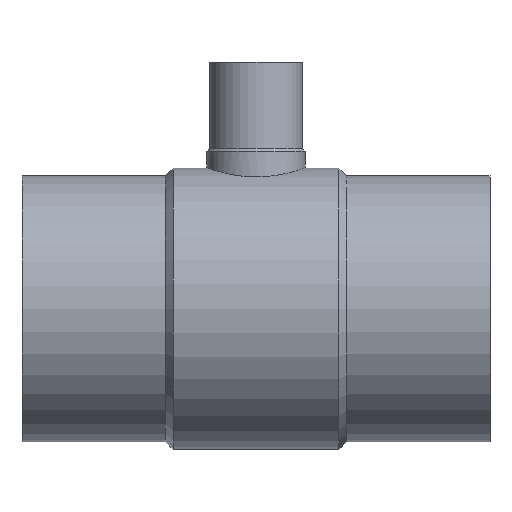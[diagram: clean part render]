
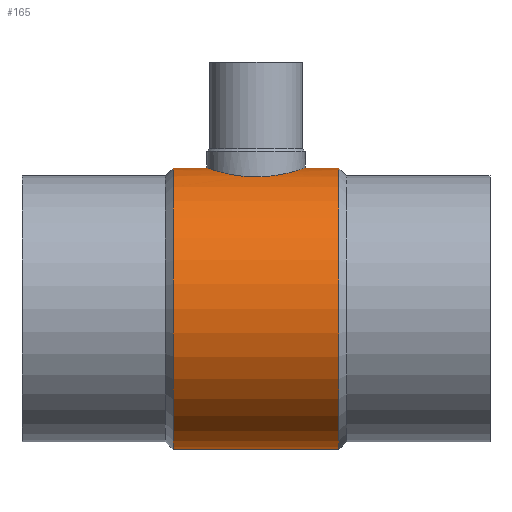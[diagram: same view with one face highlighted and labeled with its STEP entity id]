
A CAD part, top view. The second image highlights one B-rep face of the part: STEP entity #165.
In plain terms, the highlighted cylindrical face has radius 166.85 mm (diameter 333.7 mm), a partial arc.
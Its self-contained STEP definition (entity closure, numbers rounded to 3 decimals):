
#137 = VERTEX_POINT( '', #367 );
#139 = EDGE_CURVE( '', #305, #251, #369, .T. );
#157 = EDGE_CURVE( '', #289, #305, #388, .T. );
#165 = ADVANCED_FACE( '', ( #398 ), #399, .T. );
#177 = EDGE_CURVE( '', #227, #137, #415, .T. );
#179 = EDGE_CURVE( '', #251, #227, #417, .T. );
#215 = EDGE_CURVE( '', #283, #137, #458, .T. );
#227 = VERTEX_POINT( '', #470 );
#251 = VERTEX_POINT( '', #494 );
#261 = EDGE_CURVE( '', #283, #289, #507, .T. );
#283 = VERTEX_POINT( '', #531 );
#289 = VERTEX_POINT( '', #537 );
#305 = VERTEX_POINT( '', #553 );
#367 = CARTESIAN_POINT( '', ( -375.65, 166.85, 0. ) );
#369 = LINE( '', #615, #616 );
#388 = CIRCLE( '', #674, 166.85 );
#398 = FACE_OUTER_BOUND( '', #684, .T. );
#399 = CYLINDRICAL_SURFACE( '', #685, 166.85 );
#415 = LINE( '', #706, #707 );
#417 = B_SPLINE_CURVE_WITH_KNOTS( '', 3, ( #710, #711, #712, #713, #714, #715, #716, #717, #718, #719, #720, #721, #722, #723, #724, #725, #726, #727, #728, #729, #730, #731, #732, #733, #734, #735, #736, #737, #738, #739, #740, #741, #742, #743, #744, #745, #746, #747, #748, #749, #750, #751, #752, #753, #754, #755, #756, #757, #758, #759, #760, #761, #762, #763, #764, #765, #766, #767, #768, #769, #770, #771, #772, #773, #774, #775 ), .UNSPECIFIED., .F., .F., ( 4, 2, 2, 2, 2, 2, 2, 2, 2, 2, 2, 2, 2, 2, 2, 2, 2, 2, 2, 2, 2, 2, 2, 2, 2, 2, 2, 2, 2, 2, 2, 2, 4 ), ( 88.659, 94.198, 99.738, 105.277, 110.817, 116.357, 121.896, 127.436, 132.975, 138.518, 144.061, 149.604, 155.146, 160.689, 166.232, 171.775, 177.317, 182.86, 188.403, 193.946, 199.488, 205.031, 210.574, 216.117, 221.659, 227.199, 232.739, 238.278, 243.818, 249.357, 254.897, 260.437, 265.976 ), .UNSPECIFIED. );
#458 = CIRCLE( '', #961, 166.85 );
#470 = CARTESIAN_POINT( '', ( -335.8, 166.85, 0. ) );
#494 = CARTESIAN_POINT( '', ( -219.2, 166.85, 0. ) );
#507 = LINE( '', #1024, #1025 );
#531 = CARTESIAN_POINT( '', ( -375.65, -166.85, 0. ) );
#537 = CARTESIAN_POINT( '', ( -179.35, -166.85, 0. ) );
#553 = CARTESIAN_POINT( '', ( -179.35, 166.85, 0. ) );
#615 = CARTESIAN_POINT( '', ( -277.5, 166.85, 0. ) );
#616 = VECTOR( '', #1188, 1. );
#674 = AXIS2_PLACEMENT_3D( '', #1204, #1205, #1206 );
#684 = EDGE_LOOP( '', ( #1224, #1225, #1226, #1227, #1228, #1229 ) );
#685 = AXIS2_PLACEMENT_3D( '', #1230, #1231, #1232 );
#706 = CARTESIAN_POINT( '', ( -277.5, 166.85, 0. ) );
#707 = VECTOR( '', #1259, 1. );
#710 = CARTESIAN_POINT( '', ( -219.2, 166.85, 0. ) );
#711 = CARTESIAN_POINT( '', ( -219.2, 166.85, 1.847 ) );
#712 = CARTESIAN_POINT( '', ( -219.288, 166.819, 3.722 ) );
#713 = CARTESIAN_POINT( '', ( -219.653, 166.692, 7.495 ) );
#714 = CARTESIAN_POINT( '', ( -219.929, 166.596, 9.392 ) );
#715 = CARTESIAN_POINT( '', ( -220.675, 166.34, 13.171 ) );
#716 = CARTESIAN_POINT( '', ( -221.144, 166.18, 15.054 ) );
#717 = CARTESIAN_POINT( '', ( -222.27, 165.801, 18.77 ) );
#718 = CARTESIAN_POINT( '', ( -222.927, 165.583, 20.603 ) );
#719 = CARTESIAN_POINT( '', ( -224.42, 165.097, 24.19 ) );
#720 = CARTESIAN_POINT( '', ( -225.255, 164.83, 25.945 ) );
#721 = CARTESIAN_POINT( '', ( -227.089, 164.258, 29.349 ) );
#722 = CARTESIAN_POINT( '', ( -228.087, 163.953, 30.998 ) );
#723 = CARTESIAN_POINT( '', ( -230.222, 163.323, 34.166 ) );
#724 = CARTESIAN_POINT( '', ( -231.359, 162.996, 35.684 ) );
#725 = CARTESIAN_POINT( '', ( -233.743, 162.337, 38.571 ) );
#726 = CARTESIAN_POINT( '', ( -234.991, 162.005, 39.939 ) );
#727 = CARTESIAN_POINT( '', ( -237.561, 161.349, 42.51 ) );
#728 = CARTESIAN_POINT( '', ( -238.93, 161.015, 43.758 ) );
#729 = CARTESIAN_POINT( '', ( -241.818, 160.347, 46.143 ) );
#730 = CARTESIAN_POINT( '', ( -243.336, 160.015, 47.28 ) );
#731 = CARTESIAN_POINT( '', ( -246.504, 159.369, 49.414 ) );
#732 = CARTESIAN_POINT( '', ( -248.153, 159.055, 50.412 ) );
#733 = CARTESIAN_POINT( '', ( -251.556, 158.462, 52.245 ) );
#734 = CARTESIAN_POINT( '', ( -253.31, 158.184, 53.08 ) );
#735 = CARTESIAN_POINT( '', ( -256.896, 157.675, 54.572 ) );
#736 = CARTESIAN_POINT( '', ( -258.729, 157.445, 55.23 ) );
#737 = CARTESIAN_POINT( '', ( -262.444, 157.046, 56.356 ) );
#738 = CARTESIAN_POINT( '', ( -264.326, 156.876, 56.825 ) );
#739 = CARTESIAN_POINT( '', ( -268.105, 156.604, 57.57 ) );
#740 = CARTESIAN_POINT( '', ( -270.002, 156.501, 57.847 ) );
#741 = CARTESIAN_POINT( '', ( -273.776, 156.366, 58.212 ) );
#742 = CARTESIAN_POINT( '', ( -275.652, 156.333, 58.3 ) );
#743 = CARTESIAN_POINT( '', ( -279.348, 156.333, 58.3 ) );
#744 = CARTESIAN_POINT( '', ( -281.224, 156.366, 58.212 ) );
#745 = CARTESIAN_POINT( '', ( -284.998, 156.501, 57.847 ) );
#746 = CARTESIAN_POINT( '', ( -286.895, 156.604, 57.57 ) );
#747 = CARTESIAN_POINT( '', ( -290.674, 156.876, 56.825 ) );
#748 = CARTESIAN_POINT( '', ( -292.556, 157.046, 56.356 ) );
#749 = CARTESIAN_POINT( '', ( -296.271, 157.445, 55.23 ) );
#750 = CARTESIAN_POINT( '', ( -298.104, 157.675, 54.572 ) );
#751 = CARTESIAN_POINT( '', ( -301.69, 158.184, 53.08 ) );
#752 = CARTESIAN_POINT( '', ( -303.444, 158.462, 52.245 ) );
#753 = CARTESIAN_POINT( '', ( -306.847, 159.055, 50.412 ) );
#754 = CARTESIAN_POINT( '', ( -308.496, 159.369, 49.414 ) );
#755 = CARTESIAN_POINT( '', ( -311.664, 160.015, 47.28 ) );
#756 = CARTESIAN_POINT( '', ( -313.182, 160.347, 46.143 ) );
#757 = CARTESIAN_POINT( '', ( -316.07, 161.015, 43.758 ) );
#758 = CARTESIAN_POINT( '', ( -317.439, 161.349, 42.51 ) );
#759 = CARTESIAN_POINT( '', ( -320.009, 162.005, 39.939 ) );
#760 = CARTESIAN_POINT( '', ( -321.257, 162.337, 38.571 ) );
#761 = CARTESIAN_POINT( '', ( -323.641, 162.996, 35.684 ) );
#762 = CARTESIAN_POINT( '', ( -324.778, 163.323, 34.166 ) );
#763 = CARTESIAN_POINT( '', ( -326.913, 163.953, 30.998 ) );
#764 = CARTESIAN_POINT( '', ( -327.911, 164.258, 29.349 ) );
#765 = CARTESIAN_POINT( '', ( -329.745, 164.83, 25.945 ) );
#766 = CARTESIAN_POINT( '', ( -330.58, 165.097, 24.19 ) );
#767 = CARTESIAN_POINT( '', ( -332.073, 165.583, 20.603 ) );
#768 = CARTESIAN_POINT( '', ( -332.73, 165.801, 18.77 ) );
#769 = CARTESIAN_POINT( '', ( -333.856, 166.18, 15.054 ) );
#770 = CARTESIAN_POINT( '', ( -334.325, 166.34, 13.171 ) );
#771 = CARTESIAN_POINT( '', ( -335.071, 166.596, 9.392 ) );
#772 = CARTESIAN_POINT( '', ( -335.347, 166.692, 7.495 ) );
#773 = CARTESIAN_POINT( '', ( -335.712, 166.819, 3.722 ) );
#774 = CARTESIAN_POINT( '', ( -335.8, 166.85, 1.847 ) );
#775 = CARTESIAN_POINT( '', ( -335.8, 166.85, 0. ) );
#961 = AXIS2_PLACEMENT_3D( '', #1314, #1315, #1316 );
#1024 = CARTESIAN_POINT( '', ( -277.5, -166.85, 0. ) );
#1025 = VECTOR( '', #1360, 1. );
#1188 = DIRECTION( '', ( -1., 0., 0. ) );
#1204 = CARTESIAN_POINT( '', ( -179.35, 0., 0. ) );
#1205 = DIRECTION( '', ( -1., 0., 0. ) );
#1206 = DIRECTION( '', ( 0., 1., 0. ) );
#1224 = ORIENTED_EDGE( '', *, *, #139, .T. );
#1225 = ORIENTED_EDGE( '', *, *, #179, .T. );
#1226 = ORIENTED_EDGE( '', *, *, #177, .T. );
#1227 = ORIENTED_EDGE( '', *, *, #215, .F. );
#1228 = ORIENTED_EDGE( '', *, *, #261, .T. );
#1229 = ORIENTED_EDGE( '', *, *, #157, .T. );
#1230 = CARTESIAN_POINT( '', ( -277.5, 0., 0. ) );
#1231 = DIRECTION( '', ( 1., 0., 0. ) );
#1232 = DIRECTION( '', ( 0., 1., 0. ) );
#1259 = DIRECTION( '', ( -1., 0., 0. ) );
#1314 = CARTESIAN_POINT( '', ( -375.65, 0., 0. ) );
#1315 = DIRECTION( '', ( -1., 0., 0. ) );
#1316 = DIRECTION( '', ( 0., 1., 0. ) );
#1360 = DIRECTION( '', ( 1., 0., 0. ) );
